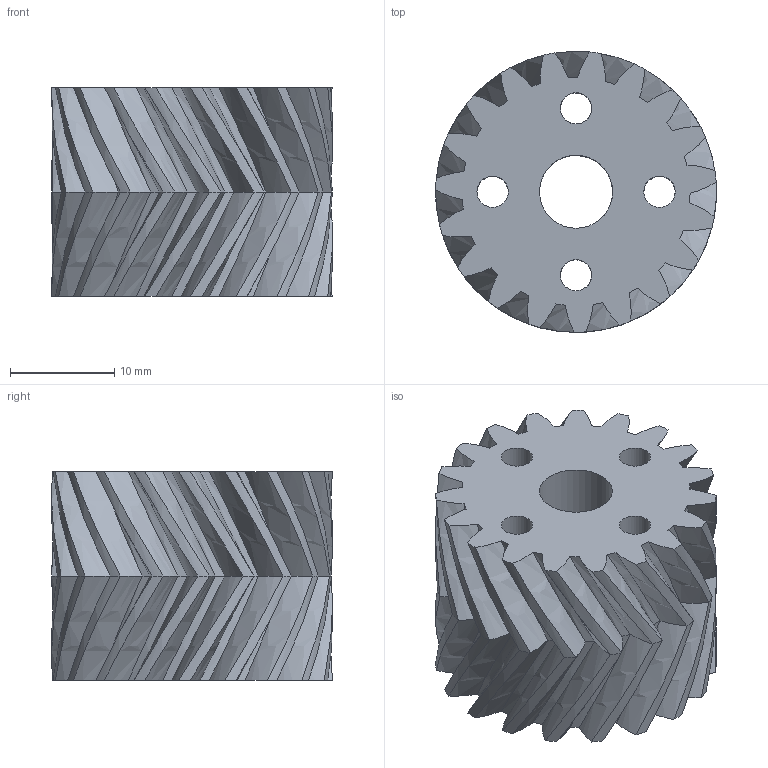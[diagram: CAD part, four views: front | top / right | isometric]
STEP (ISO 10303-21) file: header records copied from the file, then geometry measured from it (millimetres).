
FILE_DESCRIPTION(/* description */ (''),/* implementation_level */ '2;1');
FILE_NAME(/* name */ '',/* time_stamp */ '2025-10-31T18:44:02+03:00',/* author */ ('Phantom'),/* organization */ (''),/* preprocessor_version */ 'ST-DEVELOPER v20',/* originating_system */ 'Autodesk Inventor 2025',/* authorisation */ '');
FILE_SCHEMA (('AUTOMOTIVE_DESIGN { 1 0 10303 214 3 1 1 }'));
Length unit declared in the file: millimetre
Products named in the file (1): Цилиндрическое зубчатое 
зацепление1
Bounding box: 26.92 x 26.93 x 20 mm (x, y, z)
Volume: 8155.4 mm3; surface area: 5940.6 mm2
Topology: 2 solids, 2 shells, 166 faces, 486 edges, 324 vertices
Faces by surface type: bspline 114, cylinder 48, plane 4
Full cylindrical faces by diameter (mm): 3 x8, 7 x2
Entity records: 7392 total; most frequent: CARTESIAN_POINT 3903, ORIENTED_EDGE 972, EDGE_CURVE 486, B_SPLINE_CURVE_WITH_KNOTS 380, VERTEX_POINT 324, DIRECTION 308, EDGE_LOOP 186, FACE_OUTER_BOUND 166
